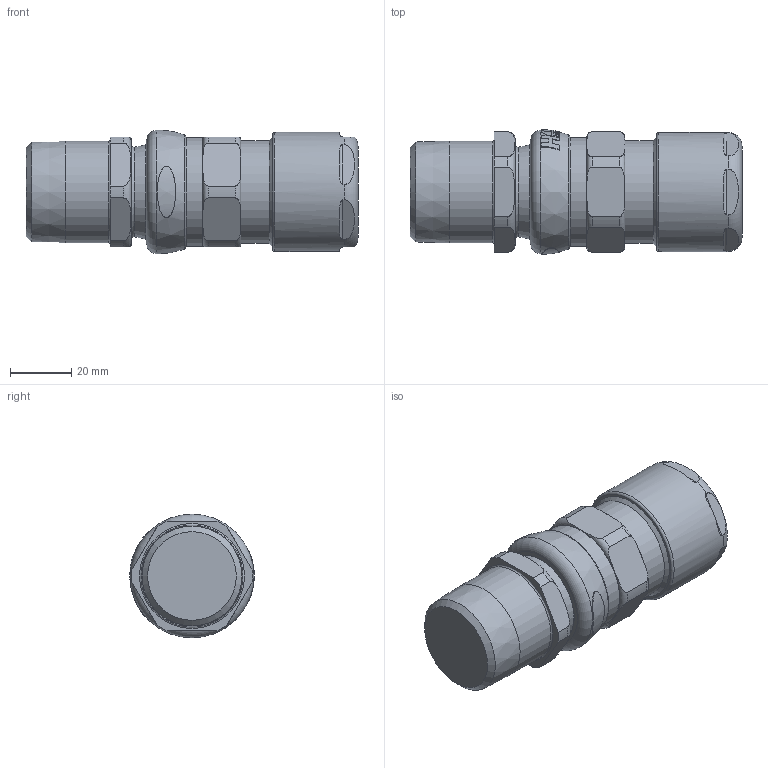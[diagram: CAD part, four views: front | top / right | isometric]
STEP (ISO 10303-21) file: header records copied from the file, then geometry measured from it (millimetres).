
FILE_DESCRIPTION(/* description */ (''),/* implementation_level */ '2;1');
FILE_NAME(/* name */ '701_X B_1_NPT.stp',/* time_stamp */ '2021-05-11T12:40:29+05:00',/* author */ ('vinaykumark'),/* organization */ (''),/* preprocessor_version */ 'ST-DEVELOPER v18',/* originating_system */ 'Autodesk Inventor 2020',/* authorisation */ '');
FILE_SCHEMA (('AUTOMOTIVE_DESIGN { 1 0 10303 214 3 1 1 }'));
Length unit declared in the file: inch
Products named in the file (1): 701_X B_1_NPT
Bounding box: 108.73 x 40.8 x 40.5 mm (x, y, z)
Volume: 151747.3 mm3; surface area: 39437.8 mm2
Topology: 9 solids, 9 shells, 719 faces, 2002 edges, 1298 vertices
Faces by surface type: plane 315, torus 126, cylinder 103, cone 89, bspline 86
Full cylindrical faces by diameter (mm): 26.2 x1, 26.6 x1, 29.3 x1, 30.2 x1, 30.3 x1, 30.5 x2, 31.2 x1, 31.3 x1, 33.24 x1, 33.4 x1, 33.52 x1, 33.72 x1, 34.6 x1, 35.65 x1, 36 x1, 39 x1
Entity records: 28308 total; most frequent: CARTESIAN_POINT 10417, ORIENTED_EDGE 4004, DIRECTION 3184, EDGE_CURVE 2002, AXIS2_PLACEMENT_3D 1323, VERTEX_POINT 1298, EDGE_LOOP 746, STYLED_ITEM 728
